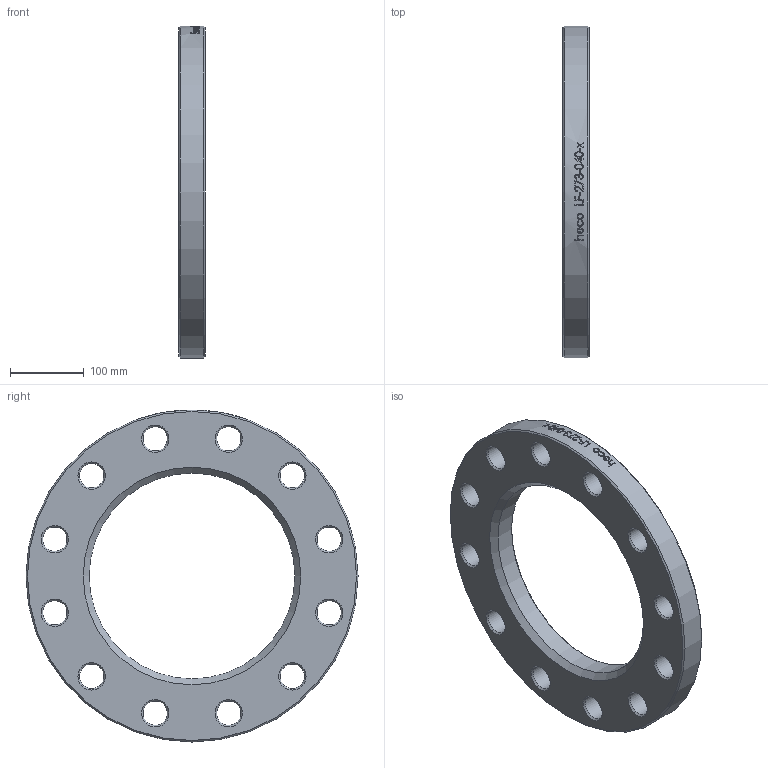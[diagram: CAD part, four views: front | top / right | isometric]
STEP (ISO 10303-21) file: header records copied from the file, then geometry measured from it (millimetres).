
FILE_DESCRIPTION (( 'STEP AP214' ), '1' );
FILE_NAME ('LF-273-040-x Loser Flansch PN40 2101.STEP', '2021-01-28T13:18:58', ( '' ), ( '' ), 'SwSTEP 2.0', 'SolidWorks 2019', '' );
FILE_SCHEMA (( 'AUTOMOTIVE_DESIGN' ));
Length unit declared in the file: millimetre
Products named in the file (1): LF-273-040-x Loser Flansch PN40 2101
Bounding box: 36 x 450 x 450 mm (x, y, z)
Volume: 3114354.1 mm3; surface area: 291367.3 mm2
Topology: 1 solids, 1 shells, 65 faces, 269 edges, 226 vertices
Faces by surface type: cylinder 35, cone 28, plane 2
Full cylindrical faces by diameter (mm): 33 x12, 279 x1, 450 x1
Entity records: 6398 total; most frequent: CARTESIAN_POINT 4168, ORIENTED_EDGE 420, DIRECTION 343, EDGE_CURVE 210, VERTEX_POINT 210, AXIS2_PLACEMENT_3D 158, EDGE_LOOP 154, CIRCLE 92
